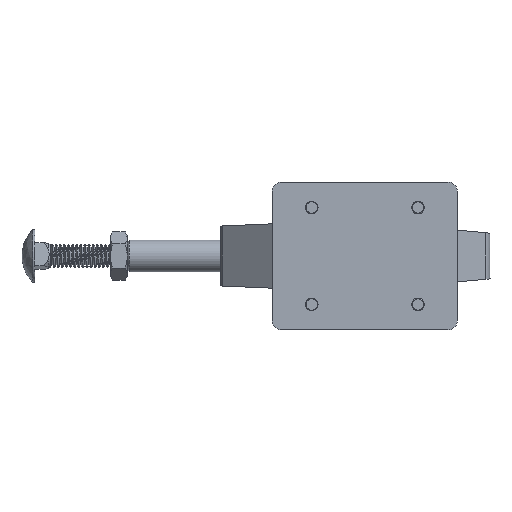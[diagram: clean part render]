
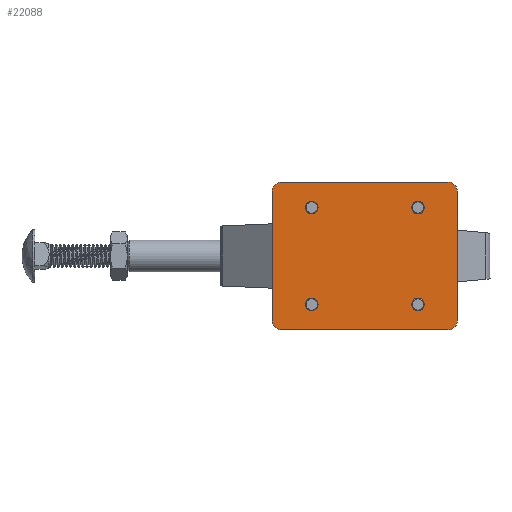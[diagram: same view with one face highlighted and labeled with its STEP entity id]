
A CAD part, front view. The second image highlights one B-rep face of the part: STEP entity #22088.
In plain terms, the highlighted face is planar.
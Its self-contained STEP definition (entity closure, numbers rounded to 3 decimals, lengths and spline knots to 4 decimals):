
#1162=PLANE('',#23202);
#1730=LINE('',#30988,#3450);
#1958=LINE('',#33244,#3678);
#2074=LINE('',#34241,#3794);
#2188=LINE('',#35230,#3908);
#3450=VECTOR('',#24851,0.3937);
#3678=VECTOR('',#25201,0.3937);
#3794=VECTOR('',#25381,0.3937);
#3908=VECTOR('',#25557,0.3937);
#4969=FACE_BOUND('',#8295,.T.);
#4970=FACE_BOUND('',#8296,.T.);
#4971=FACE_BOUND('',#8297,.T.);
#4972=FACE_BOUND('',#8298,.T.);
#6992=FACE_OUTER_BOUND('',#8294,.T.);
#8294=EDGE_LOOP('',(#19272,#19273,#19274,#19275,#19276,#19277,#19278,#19279));
#8295=EDGE_LOOP('',(#19280));
#8296=EDGE_LOOP('',(#19281));
#8297=EDGE_LOOP('',(#19282));
#8298=EDGE_LOOP('',(#19283));
#8620=CIRCLE('',#22989,0.125);
#8629=CIRCLE('',#23001,0.125);
#8630=CIRCLE('',#23004,0.125);
#8631=CIRCLE('',#23007,0.125);
#8634=CIRCLE('',#23013,0.0855);
#8637=CIRCLE('',#23018,0.0855);
#8640=CIRCLE('',#23023,0.0855);
#8643=CIRCLE('',#23028,0.0855);
#9317=VERTEX_POINT('',#30982);
#9319=VERTEX_POINT('',#30986);
#9588=VERTEX_POINT('',#33240);
#9590=VERTEX_POINT('',#33243);
#9717=VERTEX_POINT('',#34235);
#9719=VERTEX_POINT('',#34239);
#9845=VERTEX_POINT('',#35224);
#9847=VERTEX_POINT('',#35228);
#10117=VERTEX_POINT('',#36211);
#10120=VERTEX_POINT('',#36221);
#10123=VERTEX_POINT('',#36231);
#10126=VERTEX_POINT('',#36241);
#11709=EDGE_CURVE('',#9319,#9317,#1730,.T.);
#12113=EDGE_CURVE('',#9588,#9590,#1958,.T.);
#12305=EDGE_CURVE('',#9719,#9717,#2074,.T.);
#12495=EDGE_CURVE('',#9847,#9845,#2188,.T.);
#12496=EDGE_CURVE('',#9845,#9588,#8620,.T.);
#12768=EDGE_CURVE('',#9317,#9847,#8629,.T.);
#12769=EDGE_CURVE('',#9717,#9319,#8630,.T.);
#12770=EDGE_CURVE('',#9590,#9719,#8631,.T.);
#12775=EDGE_CURVE('',#10117,#10117,#8634,.T.);
#12780=EDGE_CURVE('',#10120,#10120,#8637,.T.);
#12785=EDGE_CURVE('',#10123,#10123,#8640,.T.);
#12790=EDGE_CURVE('',#10126,#10126,#8643,.T.);
#19272=ORIENTED_EDGE('',*,*,#12496,.F.);
#19273=ORIENTED_EDGE('',*,*,#12495,.F.);
#19274=ORIENTED_EDGE('',*,*,#12768,.F.);
#19275=ORIENTED_EDGE('',*,*,#11709,.F.);
#19276=ORIENTED_EDGE('',*,*,#12769,.F.);
#19277=ORIENTED_EDGE('',*,*,#12305,.F.);
#19278=ORIENTED_EDGE('',*,*,#12770,.F.);
#19279=ORIENTED_EDGE('',*,*,#12113,.F.);
#19280=ORIENTED_EDGE('',*,*,#12785,.T.);
#19281=ORIENTED_EDGE('',*,*,#12775,.T.);
#19282=ORIENTED_EDGE('',*,*,#12780,.T.);
#19283=ORIENTED_EDGE('',*,*,#12790,.T.);
#22088=ADVANCED_FACE('',(#6992,#4969,#4970,#4971,#4972),#1162,.F.);
#22989=AXIS2_PLACEMENT_3D('',#35233,#25562,#25563);
#23001=AXIS2_PLACEMENT_3D('',#36196,#25709,#25710);
#23004=AXIS2_PLACEMENT_3D('',#36199,#25715,#25716);
#23007=AXIS2_PLACEMENT_3D('',#36202,#25721,#25722);
#23013=AXIS2_PLACEMENT_3D('',#36213,#25735,#25736);
#23018=AXIS2_PLACEMENT_3D('',#36223,#25747,#25748);
#23023=AXIS2_PLACEMENT_3D('',#36233,#25759,#25760);
#23028=AXIS2_PLACEMENT_3D('',#36243,#25771,#25772);
#23202=AXIS2_PLACEMENT_3D('',#39951,#26584,#26585);
#24851=DIRECTION('',(-1.,0.,0.));
#25201=DIRECTION('',(1.,0.,0.));
#25381=DIRECTION('',(0.,1.,0.));
#25557=DIRECTION('',(0.,-1.,0.));
#25562=DIRECTION('center_axis',(0.,0.,1.));
#25563=DIRECTION('ref_axis',(-0.707,-0.707,0.));
#25709=DIRECTION('center_axis',(0.,0.,1.));
#25710=DIRECTION('ref_axis',(-0.707,0.707,0.));
#25715=DIRECTION('center_axis',(0.,0.,1.));
#25716=DIRECTION('ref_axis',(0.707,0.707,0.));
#25721=DIRECTION('center_axis',(0.,0.,1.));
#25722=DIRECTION('ref_axis',(0.707,-0.707,0.));
#25735=DIRECTION('center_axis',(0.,0.,1.));
#25736=DIRECTION('ref_axis',(1.,0.,0.));
#25747=DIRECTION('center_axis',(0.,0.,1.));
#25748=DIRECTION('ref_axis',(1.,0.,0.));
#25759=DIRECTION('center_axis',(0.,0.,1.));
#25760=DIRECTION('ref_axis',(1.,0.,0.));
#25771=DIRECTION('center_axis',(0.,0.,1.));
#25772=DIRECTION('ref_axis',(1.,0.,0.));
#26584=DIRECTION('center_axis',(0.,0.,1.));
#26585=DIRECTION('ref_axis',(1.,0.,0.));
#30982=CARTESIAN_POINT('',(-1.125,1.,-0.37));
#30986=CARTESIAN_POINT('',(1.125,1.,-0.37));
#30988=CARTESIAN_POINT('',(1.25,1.,-0.37));
#33240=CARTESIAN_POINT('',(-1.125,-1.,-0.37));
#33243=CARTESIAN_POINT('',(1.125,-1.,-0.37));
#33244=CARTESIAN_POINT('',(-1.25,-1.,-0.37));
#34235=CARTESIAN_POINT('',(1.25,0.875,-0.37));
#34239=CARTESIAN_POINT('',(1.25,-0.875,-0.37));
#34241=CARTESIAN_POINT('',(1.25,-1.,-0.37));
#35224=CARTESIAN_POINT('',(-1.25,-0.875,-0.37));
#35228=CARTESIAN_POINT('',(-1.25,0.875,-0.37));
#35230=CARTESIAN_POINT('',(-1.25,1.,-0.37));
#35233=CARTESIAN_POINT('Origin',(-1.125,-0.875,-0.37));
#36196=CARTESIAN_POINT('Origin',(-1.125,0.875,-0.37));
#36199=CARTESIAN_POINT('Origin',(1.125,0.875,-0.37));
#36202=CARTESIAN_POINT('Origin',(1.125,-0.875,-0.37));
#36211=CARTESIAN_POINT('',(0.633,-0.6555,-0.37));
#36213=CARTESIAN_POINT('Origin',(0.7185,-0.6555,-0.37));
#36221=CARTESIAN_POINT('',(0.633,0.6555,-0.37));
#36223=CARTESIAN_POINT('Origin',(0.7185,0.6555,-0.37));
#36231=CARTESIAN_POINT('',(-0.804,0.6555,-0.37));
#36233=CARTESIAN_POINT('Origin',(-0.7185,0.6555,-0.37));
#36241=CARTESIAN_POINT('',(-0.804,-0.6555,-0.37));
#36243=CARTESIAN_POINT('Origin',(-0.7185,-0.6555,-0.37));
#39951=CARTESIAN_POINT('Origin',(0.,0.,-0.37));
